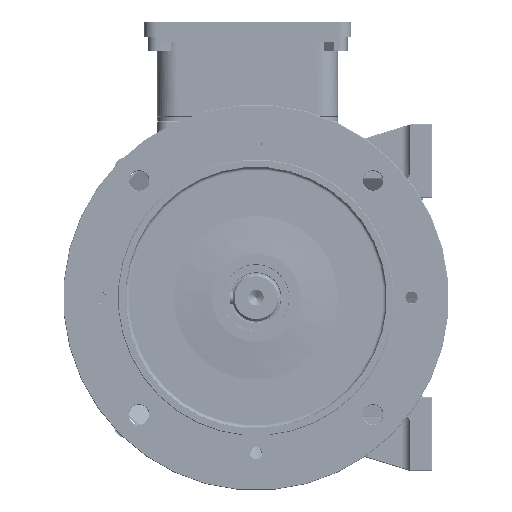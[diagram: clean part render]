
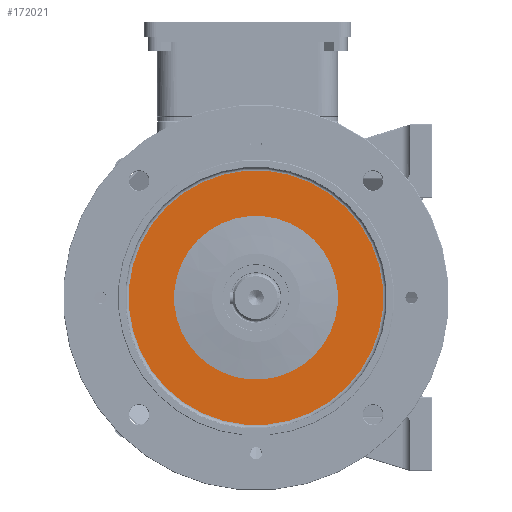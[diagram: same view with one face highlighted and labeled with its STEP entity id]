
A CAD part, left-side view. The second image highlights one B-rep face of the part: STEP entity #172021.
In plain terms, the highlighted face is planar.
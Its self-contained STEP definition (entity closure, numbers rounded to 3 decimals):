
#5606 = FACE_BOUND ( 'NONE', #142412, .T. ) ;
#7245 = DIRECTION ( 'NONE',  ( 0., 0., -1. ) ) ;
#7756 = CARTESIAN_POINT ( 'NONE',  ( -3., 0., 0. ) ) ;
#10926 = VERTEX_POINT ( 'NONE', #212761 ) ;
#31811 = DIRECTION ( 'NONE',  ( 1., 0., 0. ) ) ;
#46418 = DIRECTION ( 'NONE',  ( 0., 0., -1. ) ) ;
#55360 = EDGE_CURVE ( 'NONE', #10926, #130755, #101751, .T. ) ;
#61318 = DIRECTION ( 'NONE',  ( 1., 0., 0. ) ) ;
#68775 = DIRECTION ( 'NONE',  ( 0., 0., -1. ) ) ;
#76451 = EDGE_CURVE ( 'NONE', #160075, #88096, #76559, .T. ) ;
#76559 = CIRCLE ( 'NONE', #211814, 74.29 ) ;
#79713 = CARTESIAN_POINT ( 'NONE',  ( -3., 0., 115.5 ) ) ;
#85230 = EDGE_LOOP ( 'NONE', ( #188610, #235646 ) ) ;
#88096 = VERTEX_POINT ( 'NONE', #128650 ) ;
#89056 = CIRCLE ( 'NONE', #204980, 74.29 ) ;
#99245 = CARTESIAN_POINT ( 'NONE',  ( -3., 0., 0. ) ) ;
#101751 = CIRCLE ( 'NONE', #236965, 115.5 ) ;
#112789 = CARTESIAN_POINT ( 'NONE',  ( -3., 0., -74.29 ) ) ;
#117794 = AXIS2_PLACEMENT_3D ( 'NONE', #99245, #173050, #7245 ) ;
#128650 = CARTESIAN_POINT ( 'NONE',  ( -3., 0., 74.29 ) ) ;
#130755 = VERTEX_POINT ( 'NONE', #79713 ) ;
#131259 = CARTESIAN_POINT ( 'NONE',  ( -3., 0., 0. ) ) ;
#140710 = EDGE_CURVE ( 'NONE', #88096, #160075, #89056, .T. ) ;
#142412 = EDGE_LOOP ( 'NONE', ( #222213, #218397 ) ) ;
#143721 = DIRECTION ( 'NONE',  ( 1., 0., 0. ) ) ;
#145900 = AXIS2_PLACEMENT_3D ( 'NONE', #156795, #61318, #227080 ) ;
#153254 = FACE_OUTER_BOUND ( 'NONE', #85230, .T. ) ;
#156795 = CARTESIAN_POINT ( 'NONE',  ( -3., 115.5, 0. ) ) ;
#160075 = VERTEX_POINT ( 'NONE', #112789 ) ;
#171083 = DIRECTION ( 'NONE',  ( 1., 0., 0. ) ) ;
#172021 = ADVANCED_FACE ( 'NONE', ( #153254, #5606 ), #193188, .T. ) ;
#173050 = DIRECTION ( 'NONE',  ( 1., 0., 0. ) ) ;
#188610 = ORIENTED_EDGE ( 'NONE', *, *, #55360, .T. ) ;
#193188 = PLANE ( 'NONE',  #145900 ) ;
#197074 = CARTESIAN_POINT ( 'NONE',  ( -3., 0., 0. ) ) ;
#204980 = AXIS2_PLACEMENT_3D ( 'NONE', #7756, #31811, #46418 ) ;
#206781 = CIRCLE ( 'NONE', #117794, 115.5 ) ;
#207437 = DIRECTION ( 'NONE',  ( 0., 0., -1. ) ) ;
#211814 = AXIS2_PLACEMENT_3D ( 'NONE', #197074, #143721, #68775 ) ;
#212761 = CARTESIAN_POINT ( 'NONE',  ( -3., 0., -115.5 ) ) ;
#218397 = ORIENTED_EDGE ( 'NONE', *, *, #76451, .F. ) ;
#219192 = EDGE_CURVE ( 'NONE', #130755, #10926, #206781, .T. ) ;
#222213 = ORIENTED_EDGE ( 'NONE', *, *, #140710, .F. ) ;
#227080 = DIRECTION ( 'NONE',  ( 0., 0., -1. ) ) ;
#235646 = ORIENTED_EDGE ( 'NONE', *, *, #219192, .T. ) ;
#236965 = AXIS2_PLACEMENT_3D ( 'NONE', #131259, #171083, #207437 ) ;
